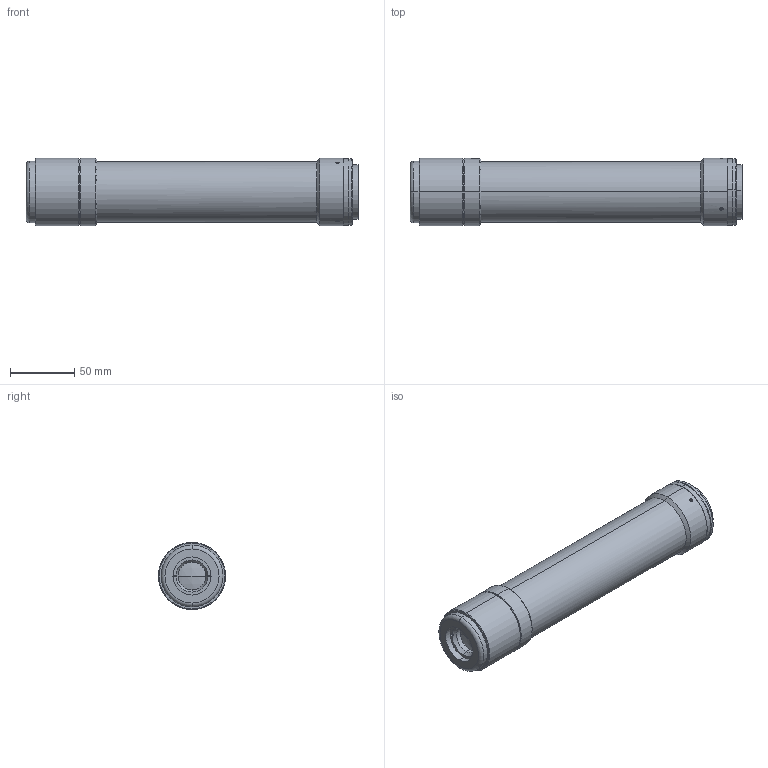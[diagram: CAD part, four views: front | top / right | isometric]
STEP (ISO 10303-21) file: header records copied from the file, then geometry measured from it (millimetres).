
FILE_DESCRIPTION (( 'STEP AP203' ), '1' );
FILE_NAME ('DP31661-A_MC4K200X-J.step', '2022-01-25T10:22:07', ( '' ), ( '' ), 'SwSTEP 2.0', 'SolidWorks 2021', '' );
FILE_SCHEMA (( 'CONFIG_CONTROL_DESIGN' ));
Length unit declared in the file: millimetre
Products named in the file (1): DP31661-A_MC4K200X-J
Bounding box: 257.43 x 52 x 52 mm (x, y, z)
Surface area: 53608.8 mm2 (no closed solid volume)
Topology: 0 solids, 15 shells, 92 faces, 258 edges, 177 vertices
Faces by surface type: plane 36, cylinder 34, cone 18, sphere 2, torus 2
Entity records: 3454 total; most frequent: CARTESIAN_POINT 995, DIRECTION 531, ORIENTED_EDGE 412, EDGE_CURVE 258, AXIS2_PLACEMENT_3D 203, VERTEX_POINT 177, LINE 125, VECTOR 125
